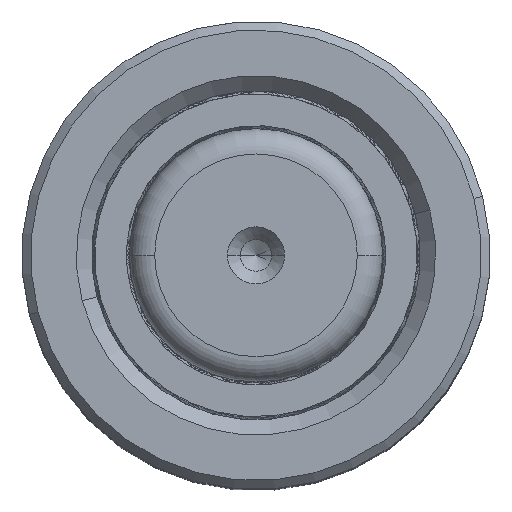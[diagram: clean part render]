
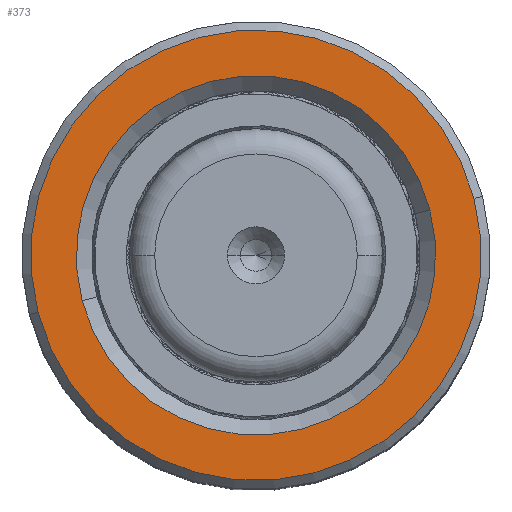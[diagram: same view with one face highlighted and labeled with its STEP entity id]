
A CAD part, top view. The second image highlights one B-rep face of the part: STEP entity #373.
In plain terms, the highlighted planar face has unit normal (0, 0, 1).
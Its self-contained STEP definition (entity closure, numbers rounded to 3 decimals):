
#373 = ADVANCED_FACE ( 'NONE', ( #22243, #35912 ), #30040, .T. ) ;
#562 = ORIENTED_EDGE ( 'NONE', *, *, #30708, .T. ) ;
#799 = ORIENTED_EDGE ( 'NONE', *, *, #11296, .T. ) ;
#885 = ORIENTED_EDGE ( 'NONE', *, *, #17446, .T. ) ;
#2052 = VERTEX_POINT ( 'NONE', #34028 ) ;
#3883 = CARTESIAN_POINT ( 'NONE',  ( 0., 0., 60. ) ) ;
#7009 = DIRECTION ( 'NONE',  ( 1., 0., 0. ) ) ;
#8207 = DIRECTION ( 'NONE',  ( 0., 0., 1. ) ) ;
#9758 = EDGE_CURVE ( 'NONE', #22514, #36129, #15928, .T. ) ;
#10053 = DIRECTION ( 'NONE',  ( 0., 0., 1. ) ) ;
#11296 = EDGE_CURVE ( 'NONE', #2052, #27368, #15453, .T. ) ;
#12202 = DIRECTION ( 'NONE',  ( 1., 0., 0. ) ) ;
#12498 = DIRECTION ( 'NONE',  ( 1., 0., 0. ) ) ;
#15205 = CIRCLE ( 'NONE', #29158, 17.8 ) ;
#15453 = CIRCLE ( 'NONE', #31091, 17.8 ) ;
#15628 = CARTESIAN_POINT ( 'NONE',  ( 14.2, 0., 60. ) ) ;
#15928 = CIRCLE ( 'NONE', #17147, 14.2 ) ;
#17147 = AXIS2_PLACEMENT_3D ( 'NONE', #35025, #35142, #7009 ) ;
#17446 = EDGE_CURVE ( 'NONE', #36129, #22514, #27254, .T. ) ;
#17805 = CARTESIAN_POINT ( 'NONE',  ( 0., 0., 60. ) ) ;
#21731 = AXIS2_PLACEMENT_3D ( 'NONE', #33649, #8207, #30691 ) ;
#22243 = FACE_OUTER_BOUND ( 'NONE', #23905, .T. ) ;
#22514 = VERTEX_POINT ( 'NONE', #15628 ) ;
#23137 = CARTESIAN_POINT ( 'NONE',  ( 17.8, 0., 60. ) ) ;
#23326 = DIRECTION ( 'NONE',  ( 0., 0., 1. ) ) ;
#23403 = EDGE_LOOP ( 'NONE', ( #34239, #885 ) ) ;
#23905 = EDGE_LOOP ( 'NONE', ( #799, #562 ) ) ;
#24209 = DIRECTION ( 'NONE',  ( 1., 0., 0. ) ) ;
#26213 = AXIS2_PLACEMENT_3D ( 'NONE', #3883, #29173, #12202 ) ;
#27254 = CIRCLE ( 'NONE', #26213, 14.2 ) ;
#27368 = VERTEX_POINT ( 'NONE', #23137 ) ;
#29158 = AXIS2_PLACEMENT_3D ( 'NONE', #29614, #10053, #24209 ) ;
#29173 = DIRECTION ( 'NONE',  ( 0., 0., -1. ) ) ;
#29614 = CARTESIAN_POINT ( 'NONE',  ( 0., 0., 60. ) ) ;
#30040 = PLANE ( 'NONE',  #21731 ) ;
#30691 = DIRECTION ( 'NONE',  ( 1., 0., 0. ) ) ;
#30708 = EDGE_CURVE ( 'NONE', #27368, #2052, #15205, .T. ) ;
#31091 = AXIS2_PLACEMENT_3D ( 'NONE', #17805, #23326, #12498 ) ;
#31098 = CARTESIAN_POINT ( 'NONE',  ( -14.2, 0., 60. ) ) ;
#33649 = CARTESIAN_POINT ( 'NONE',  ( 0., 0., 60. ) ) ;
#34028 = CARTESIAN_POINT ( 'NONE',  ( -17.8, 0., 60. ) ) ;
#34239 = ORIENTED_EDGE ( 'NONE', *, *, #9758, .T. ) ;
#35025 = CARTESIAN_POINT ( 'NONE',  ( 0., 0., 60. ) ) ;
#35142 = DIRECTION ( 'NONE',  ( 0., 0., -1. ) ) ;
#35912 = FACE_BOUND ( 'NONE', #23403, .T. ) ;
#36129 = VERTEX_POINT ( 'NONE', #31098 ) ;
